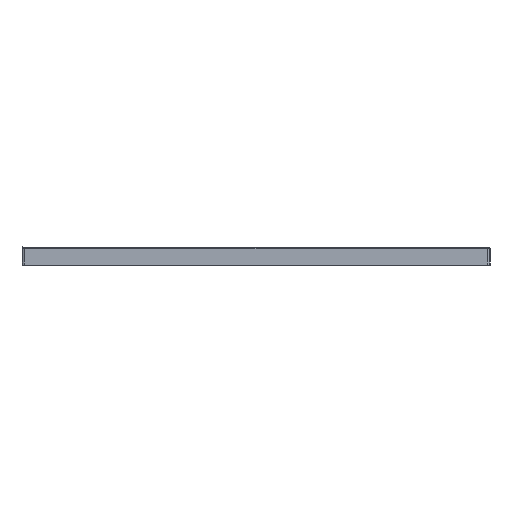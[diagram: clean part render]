
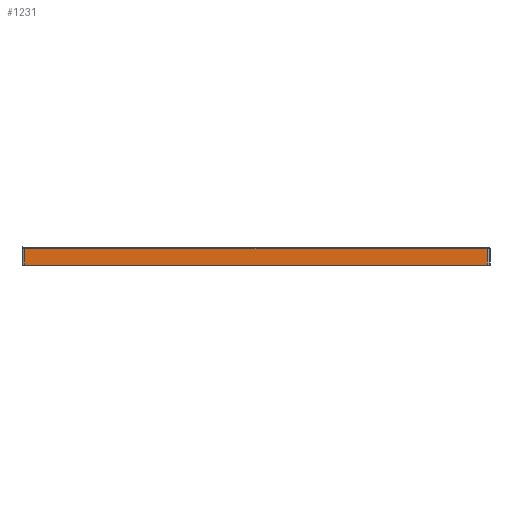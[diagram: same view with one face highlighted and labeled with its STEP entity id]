
A CAD part, left-side view. The second image highlights one B-rep face of the part: STEP entity #1231.
In plain terms, the highlighted planar face has unit normal (-1, 0, 0).
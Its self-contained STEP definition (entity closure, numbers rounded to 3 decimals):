
#410=B_SPLINE_CURVE_WITH_KNOTS('',3,(#21243,#21244,#21245,#21246,#21247,
#21248,#21249,#21250,#21251,#21252,#21253,#21254),.UNSPECIFIED.,.F.,.F.,
(4,2,2,2,2,4),(0.,0.063,0.125,0.25,0.5,1.),.UNSPECIFIED.);
#411=B_SPLINE_CURVE_WITH_KNOTS('',3,(#21256,#21257,#21258,#21259,#21260,
#21261,#21262,#21263,#21264,#21265,#21266,#21267),.UNSPECIFIED.,.F.,.F.,
(4,2,2,2,2,4),(0.,0.5,0.75,0.875,0.938,1.),.UNSPECIFIED.);
#865=FACE_OUTER_BOUND('',#1807,.T.);
#1231=ADVANCED_FACE('',(#865),#1529,.T.);
#1529=PLANE('',#6995);
#1807=EDGE_LOOP('',(#3326,#3327,#3328,#3329,#3330));
#3326=ORIENTED_EDGE('',*,*,#5508,.T.);
#3327=ORIENTED_EDGE('',*,*,#5509,.T.);
#3328=ORIENTED_EDGE('',*,*,#5510,.T.);
#3329=ORIENTED_EDGE('',*,*,#5511,.T.);
#3330=ORIENTED_EDGE('',*,*,#5512,.F.);
#4730=VERTEX_POINT('',#21241);
#4731=VERTEX_POINT('',#21242);
#4732=VERTEX_POINT('',#21255);
#4733=VERTEX_POINT('',#21268);
#4734=VERTEX_POINT('',#21270);
#5508=EDGE_CURVE('',#4730,#4731,#6240,.T.);
#5509=EDGE_CURVE('',#4731,#4732,#410,.T.);
#5510=EDGE_CURVE('',#4732,#4733,#411,.T.);
#5511=EDGE_CURVE('',#4733,#4734,#6241,.T.);
#5512=EDGE_CURVE('',#4730,#4734,#6242,.T.);
#6240=LINE('',#21240,#6624);
#6241=LINE('',#21269,#6625);
#6242=LINE('',#21271,#6626);
#6624=VECTOR('',#8124,1.);
#6625=VECTOR('',#8125,1.);
#6626=VECTOR('',#8126,1.);
#6995=AXIS2_PLACEMENT_3D('',#21272,#8127,#8128);
#8124=DIRECTION('',(0.,0.,1.));
#8125=DIRECTION('',(0.,0.,-1.));
#8126=DIRECTION('',(0.,1.,0.));
#8127=DIRECTION('',(-1.,0.,0.));
#8128=DIRECTION('',(0.,0.,1.));
#21240=CARTESIAN_POINT('',(-200.,-395.,29.));
#21241=CARTESIAN_POINT('',(-200.,-395.,0.));
#21242=CARTESIAN_POINT('',(-200.,-395.,28.475));
#21243=CARTESIAN_POINT('',(-200.,-395.,28.475));
#21244=CARTESIAN_POINT('',(-200.,-386.771,28.437));
#21245=CARTESIAN_POINT('',(-200.,-378.542,28.47));
#21246=CARTESIAN_POINT('',(-200.,-362.083,28.47));
#21247=CARTESIAN_POINT('',(-200.,-353.854,28.47));
#21248=CARTESIAN_POINT('',(-200.,-329.167,28.47));
#21249=CARTESIAN_POINT('',(-200.,-312.708,28.47));
#21250=CARTESIAN_POINT('',(-200.,-263.333,28.47));
#21251=CARTESIAN_POINT('',(-200.,-230.417,28.47));
#21252=CARTESIAN_POINT('',(-200.,-131.667,28.47));
#21253=CARTESIAN_POINT('',(-200.,-65.833,28.47));
#21254=CARTESIAN_POINT('',(-200.,0.,28.47));
#21255=CARTESIAN_POINT('',(-200.,0.,28.47));
#21256=CARTESIAN_POINT('',(-200.,0.,28.47));
#21257=CARTESIAN_POINT('',(-200.,65.833,28.47));
#21258=CARTESIAN_POINT('',(-200.,131.667,28.47));
#21259=CARTESIAN_POINT('',(-200.,230.417,28.47));
#21260=CARTESIAN_POINT('',(-200.,263.333,28.47));
#21261=CARTESIAN_POINT('',(-200.,312.708,28.47));
#21262=CARTESIAN_POINT('',(-200.,329.167,28.47));
#21263=CARTESIAN_POINT('',(-200.,353.854,28.47));
#21264=CARTESIAN_POINT('',(-200.,362.083,28.47));
#21265=CARTESIAN_POINT('',(-200.,378.542,28.47));
#21266=CARTESIAN_POINT('',(-200.,386.771,28.437));
#21267=CARTESIAN_POINT('',(-200.,395.,28.475));
#21268=CARTESIAN_POINT('',(-200.,395.,28.475));
#21269=CARTESIAN_POINT('',(-200.,395.,29.));
#21270=CARTESIAN_POINT('',(-200.,395.,0.));
#21271=CARTESIAN_POINT('',(-200.,-400.,0.));
#21272=CARTESIAN_POINT('',(-200.,-400.,29.));
